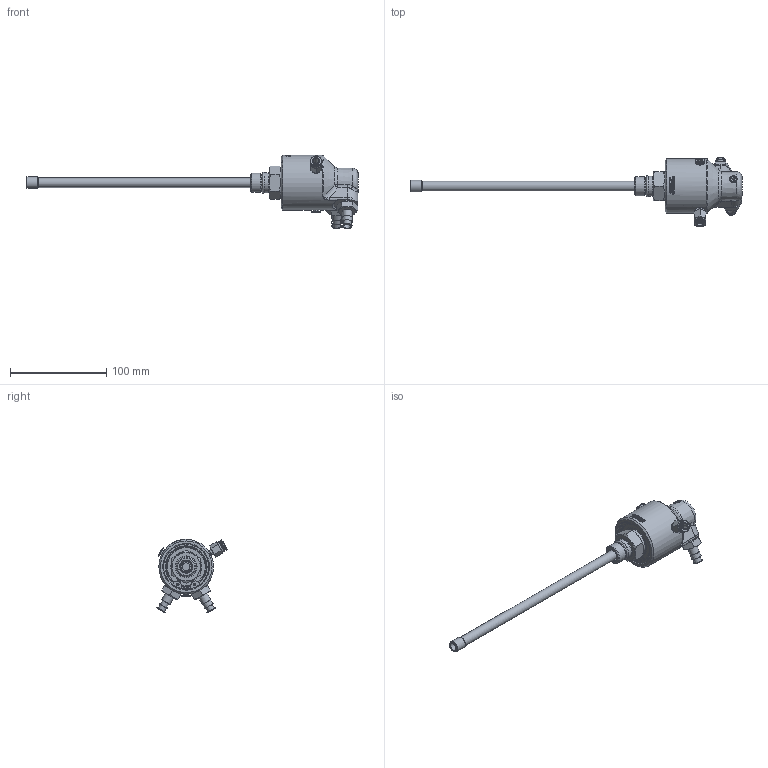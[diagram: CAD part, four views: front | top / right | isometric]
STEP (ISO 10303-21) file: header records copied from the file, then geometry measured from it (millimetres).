
FILE_DESCRIPTION(/* description */ (''),/* implementation_level */ '2;1');
FILE_NAME(/* name */ '157-324-201245-IC.stp',/* time_stamp */ '2021-12-29T13:14:34+01:00',/* author */ ('mskipas'),/* organization */ (''),/* preprocessor_version */ 'ST-DEVELOPER v18.1',/* originating_system */ 'Autodesk Inventor 2022',/* authorisation */ '');
FILE_SCHEMA (('AUTOMOTIVE_DESIGN { 1 0 10303 214 3 1 1 }'));
Length unit declared in the file: millimetre
Products named in the file (1): 157-324-201245-IC
Bounding box: 345.8 x 72.97 x 76.3 mm (x, y, z)
Volume: 178419.6 mm3; surface area: 48496.5 mm2
Topology: 2 solids, 6 shells, 672 faces, 1678 edges, 1101 vertices
Faces by surface type: bspline 263, plane 218, cylinder 96, cone 60, torus 19, sphere 16
Full cylindrical faces by diameter (mm): 2.48 x2, 3.1 x2, 4.6 x1, 6 x1, 6.3 x2, 7 x1, 7.5 x3, 8 x2, 8.4 x1, 10 x3, 11.8 x1, 12 x1, 12.7 x1, 14.95 x2, 16.662 x2, 17.7 x2, 20 x1, 20.8 x1, 21 x1, 24.4 x1, 25 x1, 27.9 x1, 30.491 x1, 32.1 x1, 39.65 x1, 40.7 x1, 41.9 x1, 42.2 x1, 47 x1, 47.07 x1
Entity records: 26275 total; most frequent: CARTESIAN_POINT 11556, ORIENTED_EDGE 3350, DIRECTION 2247, EDGE_CURVE 1675, VERTEX_POINT 1101, AXIS2_PLACEMENT_3D 829, EDGE_LOOP 768, FACE_OUTER_BOUND 672
